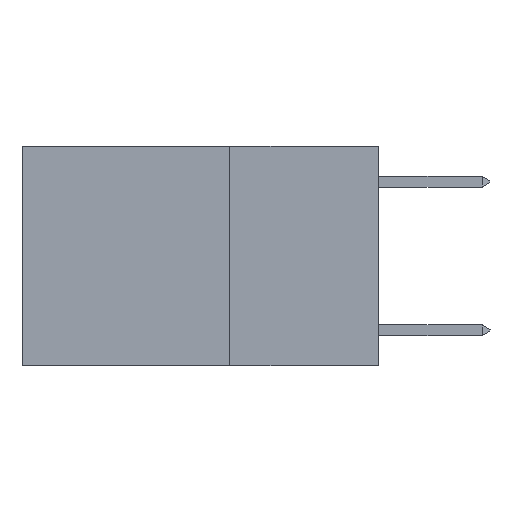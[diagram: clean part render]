
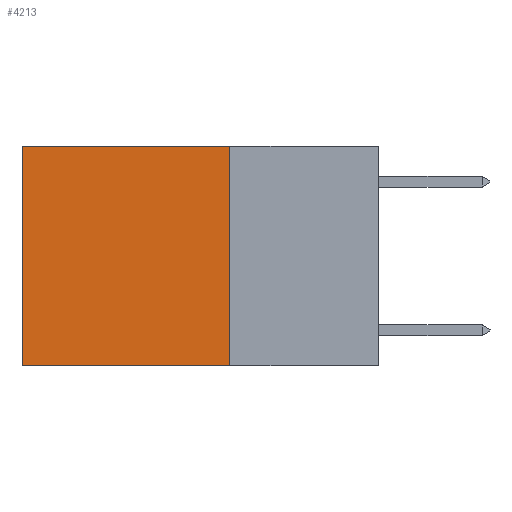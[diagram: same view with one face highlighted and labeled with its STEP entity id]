
A CAD part, left-side view. The second image highlights one B-rep face of the part: STEP entity #4213.
In plain terms, the highlighted planar face has unit normal (-1, 0, 0).
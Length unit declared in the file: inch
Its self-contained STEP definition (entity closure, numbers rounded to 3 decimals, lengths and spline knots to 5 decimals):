
#155 = ORIENTED_EDGE ( 'NONE', *, *, #13055, .F. ) ;
#1774 = LINE ( 'NONE', #9545, #8033 ) ;
#2446 = DIRECTION ( 'NONE',  ( 0., 1., 0. ) ) ;
#2699 = EDGE_CURVE ( 'NONE', #2769, #4788, #8459, .T. ) ;
#2769 = VERTEX_POINT ( 'NONE', #11604 ) ;
#2951 = VECTOR ( 'NONE', #5671, 39.37008 ) ;
#3007 = DIRECTION ( 'NONE',  ( 0., 0., -1. ) ) ;
#3370 = DIRECTION ( 'NONE',  ( 0., 1., 0. ) ) ;
#3756 = CARTESIAN_POINT ( 'NONE',  ( 0.2625, 0.25, 0. ) ) ;
#4150 = CARTESIAN_POINT ( 'NONE',  ( 0.2625, 0.25, 0. ) ) ;
#4213 = ADVANCED_FACE ( 'NONE', ( #13343 ), #11427, .F. ) ;
#4325 = EDGE_CURVE ( 'NONE', #8258, #4788, #1774, .T. ) ;
#4416 = CARTESIAN_POINT ( 'NONE',  ( 0.2625, 0.25, 0. ) ) ;
#4788 = VERTEX_POINT ( 'NONE', #10259 ) ;
#4862 = CARTESIAN_POINT ( 'NONE',  ( 0.2625, 0.25, -0.37 ) ) ;
#4949 = CARTESIAN_POINT ( 'NONE',  ( 0.2625, 0.25, 0. ) ) ;
#5671 = DIRECTION ( 'NONE',  ( 0., 0., -1. ) ) ;
#5740 = ORIENTED_EDGE ( 'NONE', *, *, #2699, .T. ) ;
#5986 = ORIENTED_EDGE ( 'NONE', *, *, #4325, .F. ) ;
#6584 = DIRECTION ( 'NONE',  ( 1., 0., 0. ) ) ;
#7882 = VECTOR ( 'NONE', #2446, 39.37008 ) ;
#8033 = VECTOR ( 'NONE', #3370, 39.37008 ) ;
#8258 = VERTEX_POINT ( 'NONE', #4862 ) ;
#8413 = ORIENTED_EDGE ( 'NONE', *, *, #13544, .T. ) ;
#8459 = LINE ( 'NONE', #15044, #14499 ) ;
#8629 = LINE ( 'NONE', #3756, #7882 ) ;
#9545 = CARTESIAN_POINT ( 'NONE',  ( 0.2625, 0.25, -0.37 ) ) ;
#10259 = CARTESIAN_POINT ( 'NONE',  ( 0.2625, 0.6, -0.37 ) ) ;
#10389 = AXIS2_PLACEMENT_3D ( 'NONE', #4150, #6584, #3007 ) ;
#10614 = VERTEX_POINT ( 'NONE', #4949 ) ;
#11427 = PLANE ( 'NONE',  #10389 ) ;
#11604 = CARTESIAN_POINT ( 'NONE',  ( 0.2625, 0.6, 0. ) ) ;
#12659 = LINE ( 'NONE', #4416, #2951 ) ;
#12789 = EDGE_LOOP ( 'NONE', ( #5740, #5986, #155, #8413 ) ) ;
#13055 = EDGE_CURVE ( 'NONE', #10614, #8258, #12659, .T. ) ;
#13343 = FACE_OUTER_BOUND ( 'NONE', #12789, .T. ) ;
#13544 = EDGE_CURVE ( 'NONE', #10614, #2769, #8629, .T. ) ;
#13935 = DIRECTION ( 'NONE',  ( 0., 0., -1. ) ) ;
#14499 = VECTOR ( 'NONE', #13935, 39.37008 ) ;
#15044 = CARTESIAN_POINT ( 'NONE',  ( 0.2625, 0.6, 0. ) ) ;
